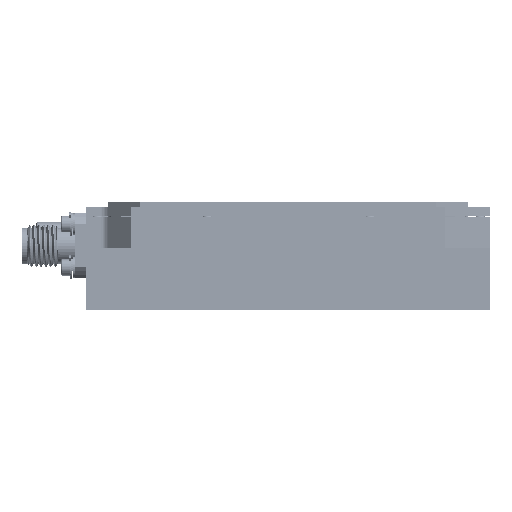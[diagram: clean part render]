
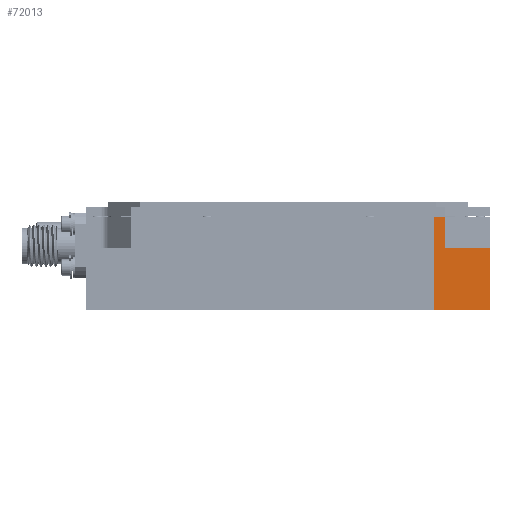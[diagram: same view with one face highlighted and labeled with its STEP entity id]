
A CAD part, front view. The second image highlights one B-rep face of the part: STEP entity #72013.
In plain terms, the highlighted planar face has unit normal (0, -1, 0).
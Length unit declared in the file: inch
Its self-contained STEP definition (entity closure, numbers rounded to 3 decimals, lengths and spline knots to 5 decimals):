
#1167 = LINE ( 'NONE', #69382, #35123 ) ;
#3349 = VECTOR ( 'NONE', #48502, 39.37008 ) ;
#4943 = DIRECTION ( 'NONE',  ( 0., 1., 0. ) ) ;
#5602 = VECTOR ( 'NONE', #11297, 39.37008 ) ;
#6026 = CARTESIAN_POINT ( 'NONE',  ( 0.848, -0.98, -0.06778 ) ) ;
#8345 = CARTESIAN_POINT ( 'NONE',  ( -0.91, -0.98, 0.54 ) ) ;
#11297 = DIRECTION ( 'NONE',  ( 0., 0., 1. ) ) ;
#12724 = EDGE_CURVE ( 'NONE', #65116, #70178, #1167, .T. ) ;
#12895 = VERTEX_POINT ( 'NONE', #34627 ) ;
#15280 = AXIS2_PLACEMENT_3D ( 'NONE', #23397, #4943, #52370 ) ;
#18868 = DIRECTION ( 'NONE',  ( 1., 0., 0. ) ) ;
#21978 = CARTESIAN_POINT ( 'NONE',  ( 0.848, -0.98, 0.54 ) ) ;
#23397 = CARTESIAN_POINT ( 'NONE',  ( -1.17, -0.98, 0.47 ) ) ;
#23758 = PLANE ( 'NONE',  #15280 ) ;
#27931 = CARTESIAN_POINT ( 'NONE',  ( 0.91, -0.98, 0.355 ) ) ;
#28923 = EDGE_CURVE ( 'NONE', #30022, #31535, #56486, .T. ) ;
#30022 = VERTEX_POINT ( 'NONE', #43528 ) ;
#31203 = LINE ( 'NONE', #59436, #3349 ) ;
#31355 = CARTESIAN_POINT ( 'NONE',  ( 0.91, -0.98, 0.54 ) ) ;
#31535 = VERTEX_POINT ( 'NONE', #21978 ) ;
#32758 = ORIENTED_EDGE ( 'NONE', *, *, #12724, .F. ) ;
#33420 = EDGE_CURVE ( 'NONE', #70178, #12895, #31203, .T. ) ;
#33718 = VECTOR ( 'NONE', #71998, 39.37008 ) ;
#34627 = CARTESIAN_POINT ( 'NONE',  ( 1.17, -0.98, 0. ) ) ;
#35123 = VECTOR ( 'NONE', #18868, 39.37008 ) ;
#35266 = EDGE_CURVE ( 'NONE', #30022, #12895, #51073, .T. ) ;
#38967 = EDGE_CURVE ( 'NONE', #65116, #61490, #56531, .T. ) ;
#39062 = EDGE_LOOP ( 'NONE', ( #55577, #50576, #60129, #73878, #32758, #60291 ) ) ;
#43528 = CARTESIAN_POINT ( 'NONE',  ( 0.848, -0.98, 0. ) ) ;
#48443 = EDGE_CURVE ( 'NONE', #31535, #61490, #64880, .T. ) ;
#48502 = DIRECTION ( 'NONE',  ( 0., 0., -1. ) ) ;
#50576 = ORIENTED_EDGE ( 'NONE', *, *, #28923, .F. ) ;
#51073 = LINE ( 'NONE', #74063, #63540 ) ;
#52370 = DIRECTION ( 'NONE',  ( 0., 0., 1. ) ) ;
#55577 = ORIENTED_EDGE ( 'NONE', *, *, #48443, .F. ) ;
#56486 = LINE ( 'NONE', #6026, #5602 ) ;
#56522 = FACE_OUTER_BOUND ( 'NONE', #39062, .T. ) ;
#56531 = LINE ( 'NONE', #27931, #66270 ) ;
#59436 = CARTESIAN_POINT ( 'NONE',  ( 1.17, -0.98, 0.47 ) ) ;
#60129 = ORIENTED_EDGE ( 'NONE', *, *, #35266, .T. ) ;
#60291 = ORIENTED_EDGE ( 'NONE', *, *, #38967, .T. ) ;
#61490 = VERTEX_POINT ( 'NONE', #31355 ) ;
#62369 = CARTESIAN_POINT ( 'NONE',  ( 1.17, -0.98, 0.355 ) ) ;
#63540 = VECTOR ( 'NONE', #68802, 39.37008 ) ;
#64682 = CARTESIAN_POINT ( 'NONE',  ( 0.91, -0.98, 0.355 ) ) ;
#64880 = LINE ( 'NONE', #8345, #33718 ) ;
#65116 = VERTEX_POINT ( 'NONE', #64682 ) ;
#66270 = VECTOR ( 'NONE', #68615, 39.37008 ) ;
#68615 = DIRECTION ( 'NONE',  ( 0., 0., 1. ) ) ;
#68802 = DIRECTION ( 'NONE',  ( 1., 0., 0. ) ) ;
#69382 = CARTESIAN_POINT ( 'NONE',  ( 0.91, -0.98, 0.355 ) ) ;
#70178 = VERTEX_POINT ( 'NONE', #62369 ) ;
#71998 = DIRECTION ( 'NONE',  ( 1., 0., 0. ) ) ;
#72013 = ADVANCED_FACE ( 'NONE', ( #56522 ), #23758, .F. ) ;
#73878 = ORIENTED_EDGE ( 'NONE', *, *, #33420, .F. ) ;
#74063 = CARTESIAN_POINT ( 'NONE',  ( -1.17, -0.98, 0. ) ) ;
